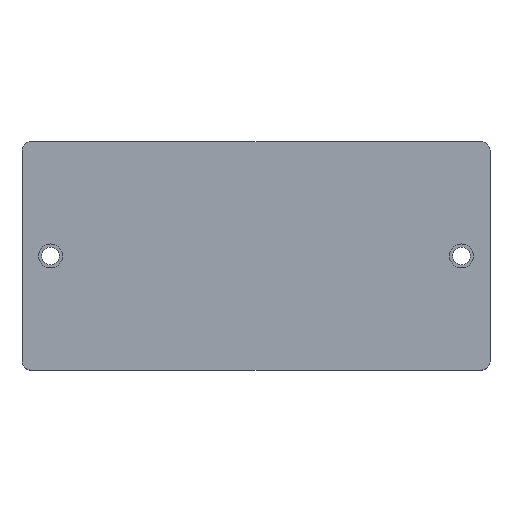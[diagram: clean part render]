
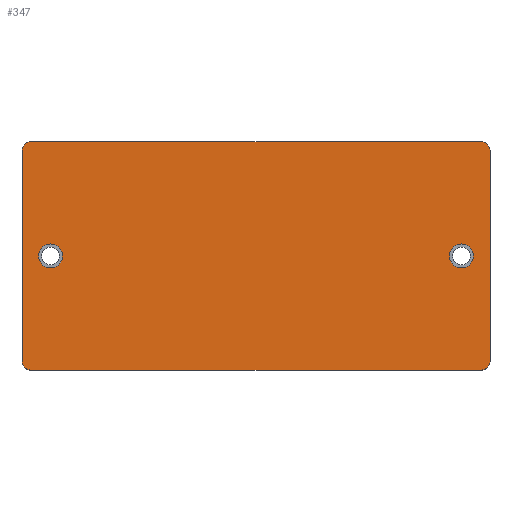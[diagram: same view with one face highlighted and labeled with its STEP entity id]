
A CAD part, top view. The second image highlights one B-rep face of the part: STEP entity #347.
In plain terms, the highlighted planar face has unit normal (0, 0, 1).
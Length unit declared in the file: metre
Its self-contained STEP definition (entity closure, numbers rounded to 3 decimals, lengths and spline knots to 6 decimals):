
#10=LINE('',#598,#26);
#16=LINE('',#612,#32);
#20=LINE('',#621,#36);
#24=LINE('',#630,#40);
#26=VECTOR('',#494,1.);
#32=VECTOR('',#502,1.);
#36=VECTOR('',#508,1.);
#40=VECTOR('',#514,1.);
#57=PLANE('',#425);
#106=ORIENTED_EDGE('',*,*,#166,.T.);
#107=ORIENTED_EDGE('',*,*,#172,.T.);
#108=ORIENTED_EDGE('',*,*,#152,.T.);
#109=ORIENTED_EDGE('',*,*,#173,.T.);
#110=ORIENTED_EDGE('',*,*,#158,.T.);
#111=ORIENTED_EDGE('',*,*,#174,.T.);
#112=ORIENTED_EDGE('',*,*,#162,.T.);
#113=ORIENTED_EDGE('',*,*,#175,.T.);
#114=ORIENTED_EDGE('',*,*,#176,.F.);
#115=ORIENTED_EDGE('',*,*,#177,.F.);
#152=EDGE_CURVE('',#192,#193,#10,.T.);
#158=EDGE_CURVE('',#199,#198,#16,.T.);
#162=EDGE_CURVE('',#203,#202,#20,.T.);
#166=EDGE_CURVE('',#207,#206,#24,.T.);
#172=EDGE_CURVE('',#206,#192,#228,.T.);
#173=EDGE_CURVE('',#193,#199,#229,.T.);
#174=EDGE_CURVE('',#198,#203,#230,.T.);
#175=EDGE_CURVE('',#202,#207,#231,.T.);
#176=EDGE_CURVE('',#208,#208,#232,.T.);
#177=EDGE_CURVE('',#209,#209,#233,.T.);
#192=VERTEX_POINT('',#599);
#193=VERTEX_POINT('',#600);
#198=VERTEX_POINT('',#611);
#199=VERTEX_POINT('',#613);
#202=VERTEX_POINT('',#620);
#203=VERTEX_POINT('',#622);
#206=VERTEX_POINT('',#629);
#207=VERTEX_POINT('',#631);
#208=VERTEX_POINT('',#644);
#209=VERTEX_POINT('',#646);
#228=CIRCLE('',#426,0.0015);
#229=CIRCLE('',#427,0.0015);
#230=CIRCLE('',#428,0.0015);
#231=CIRCLE('',#429,0.0015);
#232=CIRCLE('',#430,0.0021);
#233=CIRCLE('',#431,0.0021);
#263=EDGE_LOOP('',(#106,#107,#108,#109,#110,#111,#112,#113));
#264=EDGE_LOOP('',(#114));
#265=EDGE_LOOP('',(#115));
#305=FACE_BOUND('',#263,.T.);
#306=FACE_BOUND('',#264,.T.);
#307=FACE_BOUND('',#265,.T.);
#347=ADVANCED_FACE('',(#305,#306,#307),#57,.T.);
#425=AXIS2_PLACEMENT_3D('',#638,#526,#527);
#426=AXIS2_PLACEMENT_3D('',#639,#528,#529);
#427=AXIS2_PLACEMENT_3D('',#640,#530,#531);
#428=AXIS2_PLACEMENT_3D('',#641,#532,#533);
#429=AXIS2_PLACEMENT_3D('',#642,#534,#535);
#430=AXIS2_PLACEMENT_3D('',#643,#536,#537);
#431=AXIS2_PLACEMENT_3D('',#645,#538,#539);
#494=DIRECTION('',(0.,-1.,0.));
#502=DIRECTION('',(1.,0.,0.));
#508=DIRECTION('',(0.,1.,0.));
#514=DIRECTION('',(-1.,0.,0.));
#526=DIRECTION('',(0.,0.,1.));
#527=DIRECTION('',(1.,0.,0.));
#528=DIRECTION('',(0.,0.,1.));
#529=DIRECTION('',(1.,0.,0.));
#530=DIRECTION('',(0.,0.,1.));
#531=DIRECTION('',(1.,0.,0.));
#532=DIRECTION('',(0.,0.,1.));
#533=DIRECTION('',(1.,0.,0.));
#534=DIRECTION('',(0.,0.,1.));
#535=DIRECTION('',(1.,0.,0.));
#536=DIRECTION('',(0.,0.,1.));
#537=DIRECTION('',(1.,0.,0.));
#538=DIRECTION('',(0.,0.,1.));
#539=DIRECTION('',(1.,0.,0.));
#598=CARTESIAN_POINT('',(-0.053401,-0.017576,0.001));
#599=CARTESIAN_POINT('',(-0.053401,0.000924,0.001));
#600=CARTESIAN_POINT('',(-0.053401,-0.036076,0.001));
#611=CARTESIAN_POINT('',(0.027099,-0.037576,0.001));
#612=CARTESIAN_POINT('',(-0.012401,-0.037576,0.001));
#613=CARTESIAN_POINT('',(-0.051901,-0.037576,0.001));
#620=CARTESIAN_POINT('',(0.028599,0.000924,0.001));
#621=CARTESIAN_POINT('',(0.028599,-0.017576,0.001));
#622=CARTESIAN_POINT('',(0.028599,-0.036076,0.001));
#629=CARTESIAN_POINT('',(-0.051901,0.002424,0.001));
#630=CARTESIAN_POINT('',(-0.012401,0.002424,0.001));
#631=CARTESIAN_POINT('',(0.027099,0.002424,0.001));
#638=CARTESIAN_POINT('',(-0.012401,-0.017576,0.001));
#639=CARTESIAN_POINT('',(-0.051901,0.000924,0.001));
#640=CARTESIAN_POINT('',(-0.051901,-0.036076,0.001));
#641=CARTESIAN_POINT('',(0.027099,-0.036076,0.001));
#642=CARTESIAN_POINT('',(0.027099,0.000924,0.001));
#643=CARTESIAN_POINT('',(-0.048401,-0.017576,0.001));
#644=CARTESIAN_POINT('',(-0.046301,-0.017576,0.001));
#645=CARTESIAN_POINT('',(0.023599,-0.017576,0.001));
#646=CARTESIAN_POINT('',(0.025699,-0.017576,0.001));
